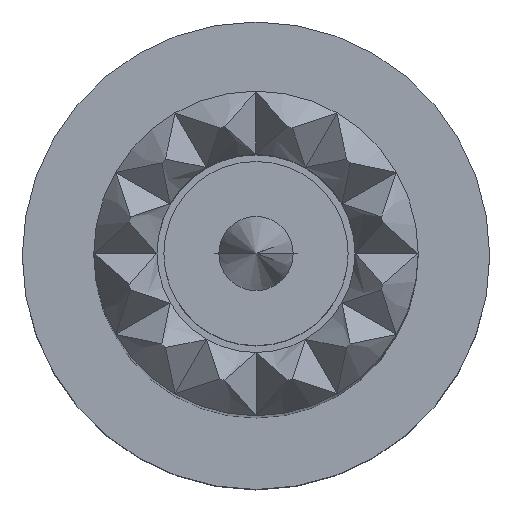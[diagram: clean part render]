
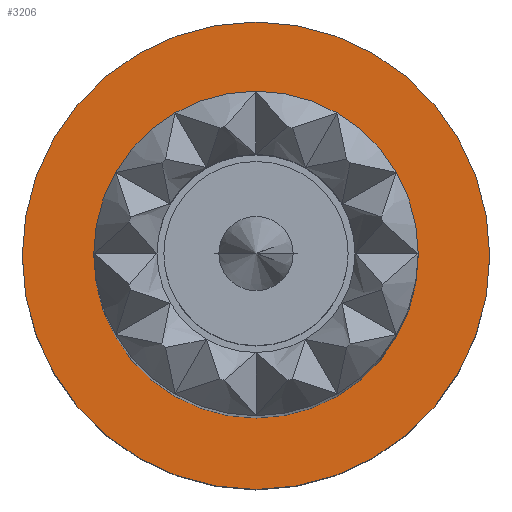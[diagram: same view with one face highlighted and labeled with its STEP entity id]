
A CAD part, top view. The second image highlights one B-rep face of the part: STEP entity #3206.
In plain terms, the highlighted planar face has unit normal (0, 0, 1).
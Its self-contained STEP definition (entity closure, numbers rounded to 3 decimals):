
#17 = AXIS2_PLACEMENT_3D ( 'NONE', #1596, #4583, #2044 ) ;
#192 = ORIENTED_EDGE ( 'NONE', *, *, #5451, .F. ) ;
#223 = VERTEX_POINT ( 'NONE', #2679 ) ;
#512 = CIRCLE ( 'NONE', #17, 0.59 ) ;
#676 = VERTEX_POINT ( 'NONE', #954 ) ;
#954 = CARTESIAN_POINT ( 'NONE',  ( 0.59, 0., 0. ) ) ;
#1126 = AXIS2_PLACEMENT_3D ( 'NONE', #2266, #5224, #2706 ) ;
#1159 = EDGE_CURVE ( 'NONE', #676, #223, #512, .T. ) ;
#1221 = EDGE_LOOP ( 'NONE', ( #1757, #5362 ) ) ;
#1425 = CARTESIAN_POINT ( 'NONE',  ( 0., 0., 0. ) ) ;
#1596 = CARTESIAN_POINT ( 'NONE',  ( 0., 0., 0. ) ) ;
#1617 = EDGE_CURVE ( 'NONE', #1923, #3872, #5481, .T. ) ;
#1757 = ORIENTED_EDGE ( 'NONE', *, *, #1957, .T. ) ;
#1850 = DIRECTION ( 'NONE',  ( -1., 0., 0. ) ) ;
#1870 = AXIS2_PLACEMENT_3D ( 'NONE', #1425, #4402, #1850 ) ;
#1923 = VERTEX_POINT ( 'NONE', #2012 ) ;
#1957 = EDGE_CURVE ( 'NONE', #3872, #1923, #2202, .T. ) ;
#2012 = CARTESIAN_POINT ( 'NONE',  ( -0.85, 0., 0. ) ) ;
#2044 = DIRECTION ( 'NONE',  ( 0., 1., 0. ) ) ;
#2054 = CARTESIAN_POINT ( 'NONE',  ( 0., 0., 0. ) ) ;
#2118 = DIRECTION ( 'NONE',  ( 0., 0., 1. ) ) ;
#2202 = CIRCLE ( 'NONE', #4262, 0.85 ) ;
#2266 = CARTESIAN_POINT ( 'NONE',  ( 0., 0., 0. ) ) ;
#2490 = DIRECTION ( 'NONE',  ( 1., 0., 0. ) ) ;
#2528 = FACE_OUTER_BOUND ( 'NONE', #1221, .T. ) ;
#2679 = CARTESIAN_POINT ( 'NONE',  ( -0.59, 0., 0. ) ) ;
#2706 = DIRECTION ( 'NONE',  ( 1., 0., 0. ) ) ;
#2734 = CIRCLE ( 'NONE', #5413, 0.59 ) ;
#2782 = FACE_BOUND ( 'NONE', #4039, .T. ) ;
#3206 = ADVANCED_FACE ( 'NONE', ( #2782, #2528 ), #4382, .F. ) ;
#3872 = VERTEX_POINT ( 'NONE', #4387 ) ;
#4039 = EDGE_LOOP ( 'NONE', ( #192, #5135 ) ) ;
#4262 = AXIS2_PLACEMENT_3D ( 'NONE', #2054, #5010, #2490 ) ;
#4382 = PLANE ( 'NONE',  #1870 ) ;
#4387 = CARTESIAN_POINT ( 'NONE',  ( 0.85, 0., 0. ) ) ;
#4402 = DIRECTION ( 'NONE',  ( 0., 0., -1. ) ) ;
#4583 = DIRECTION ( 'NONE',  ( 0., 0., 1. ) ) ;
#4665 = CARTESIAN_POINT ( 'NONE',  ( 0., 0., 0. ) ) ;
#5010 = DIRECTION ( 'NONE',  ( 0., 0., 1. ) ) ;
#5073 = DIRECTION ( 'NONE',  ( 0., 1., 0. ) ) ;
#5135 = ORIENTED_EDGE ( 'NONE', *, *, #1159, .F. ) ;
#5224 = DIRECTION ( 'NONE',  ( 0., 0., 1. ) ) ;
#5362 = ORIENTED_EDGE ( 'NONE', *, *, #1617, .T. ) ;
#5413 = AXIS2_PLACEMENT_3D ( 'NONE', #4665, #2118, #5073 ) ;
#5451 = EDGE_CURVE ( 'NONE', #223, #676, #2734, .T. ) ;
#5481 = CIRCLE ( 'NONE', #1126, 0.85 ) ;
